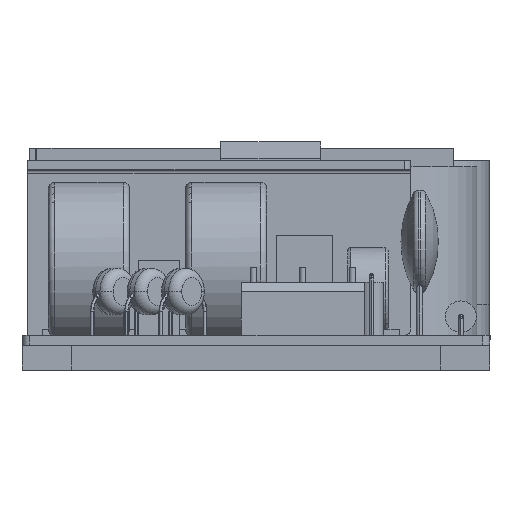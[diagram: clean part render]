
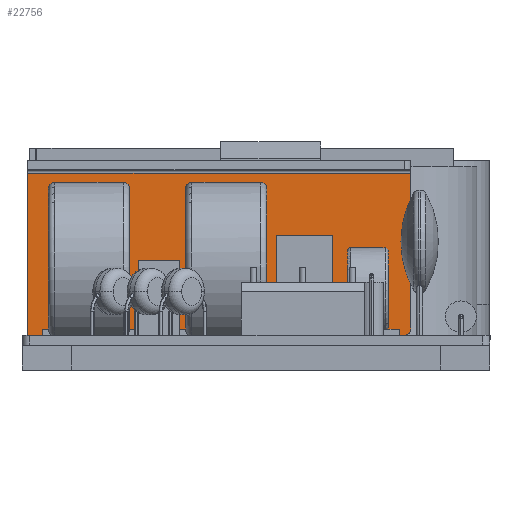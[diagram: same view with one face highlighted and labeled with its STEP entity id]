
A CAD part, left-side view. The second image highlights one B-rep face of the part: STEP entity #22756.
In plain terms, the highlighted planar face has unit normal (-1, 0, 0).
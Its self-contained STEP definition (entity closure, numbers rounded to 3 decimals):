
#22461=CARTESIAN_POINT('',(42.5,13.725,
1.));
#22462=DIRECTION('',(1.,0.,0.));
#22463=DIRECTION('',(0.,-1.,0.));
#22464=AXIS2_PLACEMENT_3D('',#22461,#22462,#22463);
#22466=DIRECTION('',(0.,0.,1.));
#22467=VECTOR('',#22466,26.);
#22468=CARTESIAN_POINT('',(42.5,74.075,
0.));
#22469=LINE('',#22468,#22467);
#22470=DIRECTION('',(0.,-1.,0.));
#22471=VECTOR('',#22470,61.35);
#22472=CARTESIAN_POINT('',(42.5,74.075,26.));
#22473=LINE('',#22472,#22471);
#22474=DIRECTION('',(0.,0.,-1.));
#22475=VECTOR('',#22474,25.);
#22476=CARTESIAN_POINT('',(42.5,12.725,26.));
#22477=LINE('',#22476,#22475);
#22511=DIRECTION('',(0.,-1.,0.));
#22512=VECTOR('',#22511,60.35);
#22513=CARTESIAN_POINT('',(42.5,74.075,
0.));
#22514=LINE('',#22513,#22512);
#22537=CARTESIAN_POINT('',(42.5,12.725,
1.));
#22538=VERTEX_POINT('',#22537);
#22539=CARTESIAN_POINT('',(42.5,12.725,26.));
#22540=VERTEX_POINT('',#22539);
#22545=CARTESIAN_POINT('',(42.5,74.075,26.));
#22546=VERTEX_POINT('',#22545);
#22547=CARTESIAN_POINT('',(42.5,74.075,
0.));
#22548=VERTEX_POINT('',#22547);
#22551=CARTESIAN_POINT('',(42.5,13.725,
0.));
#22552=VERTEX_POINT('',#22551);
#22742=CARTESIAN_POINT('',(42.5,43.4,13.));
#22743=DIRECTION('',(1.,0.,0.));
#22744=DIRECTION('',(0.,0.,1.));
#22745=AXIS2_PLACEMENT_3D('',#22742,#22743,#22744);
#22746=PLANE('',#22745);
#22748=ORIENTED_EDGE('',*,*,#22747,.T.);
#22750=ORIENTED_EDGE('',*,*,#22749,.F.);
#22751=ORIENTED_EDGE('',*,*,#22703,.T.);
#22752=ORIENTED_EDGE('',*,*,#22729,.T.);
#22753=ORIENTED_EDGE('',*,*,#22659,.T.);
#22754=EDGE_LOOP('',(#22748,#22750,#22751,#22752,#22753));
#22755=FACE_OUTER_BOUND('',#22754,.F.);
#22465=CIRCLE('',#22464,1.);
#22659=EDGE_CURVE('',#22540,#22538,#22477,.T.);
#22703=EDGE_CURVE('',#22548,#22546,#22469,.T.);
#22729=EDGE_CURVE('',#22546,#22540,#22473,.T.);
#22747=EDGE_CURVE('',#22538,#22552,#22465,.T.);
#22749=EDGE_CURVE('',#22548,#22552,#22514,.T.);
#22756=ADVANCED_FACE('',(#22755),#22746,.F.);
